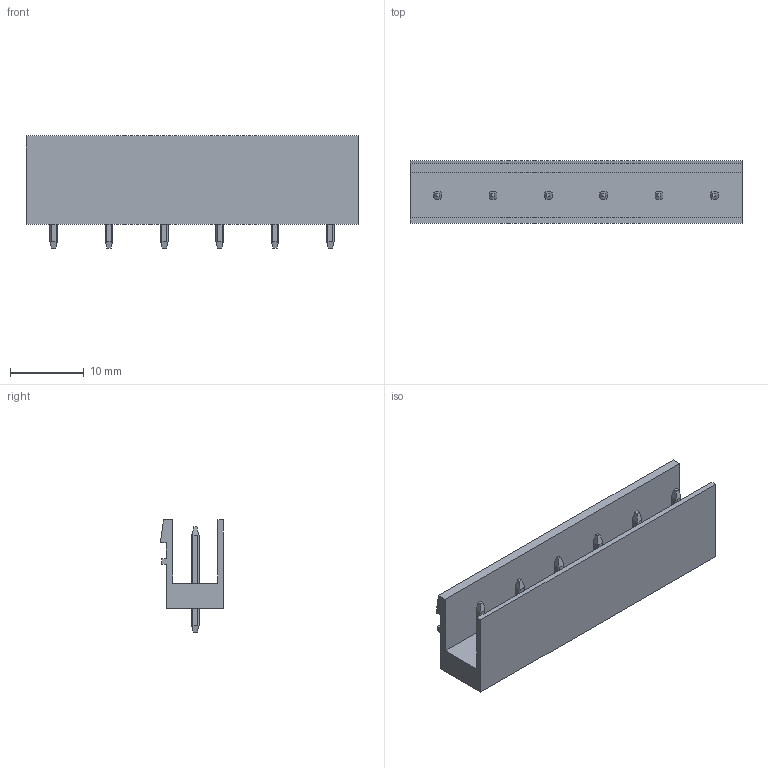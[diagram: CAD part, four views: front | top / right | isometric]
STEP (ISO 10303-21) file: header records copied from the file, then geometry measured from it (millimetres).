
FILE_DESCRIPTION(('CATIA V5 STEP Exchange','CAx-IF Rec.Pracs.--- Model Styling and Organization---1.2---2011-12-15'),'2;1');
FILE_NAME ('D1453825_0_1629060000_1629060000.stp','2018-10-29T04:16:22+00:00',('none'),('Weidmueller'),'CATIA Version 5-6 Release 2014','CATIA V5 STEP AP214','none');
FILE_SCHEMA(('AUTOMOTIVE_DESIGN { 1 0 10303 214 1 1 1 1 }'));
Length unit declared in the file: millimetre
Products named in the file (1): 1629060000
Bounding box: 45 x 8.5 x 15.2 mm (x, y, z)
Volume: 1985.9 mm3; surface area: 3104.4 mm2
Topology: 7 solids, 7 shells, 175 faces, 483 edges, 322 vertices
Faces by surface type: plane 125, cylinder 50
Entity records: 5177 total; most frequent: CARTESIAN_POINT 1242, ORIENTED_EDGE 966, DIRECTION 539, EDGE_CURVE 483, VERTEX_POINT 322, VECTOR 287, LINE 287, EDGE_LOOP 187
